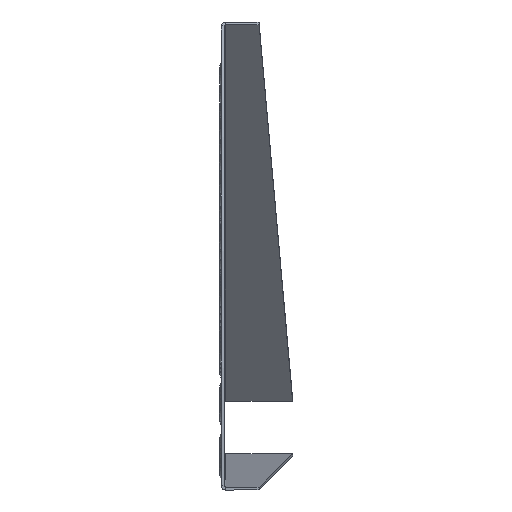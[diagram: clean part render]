
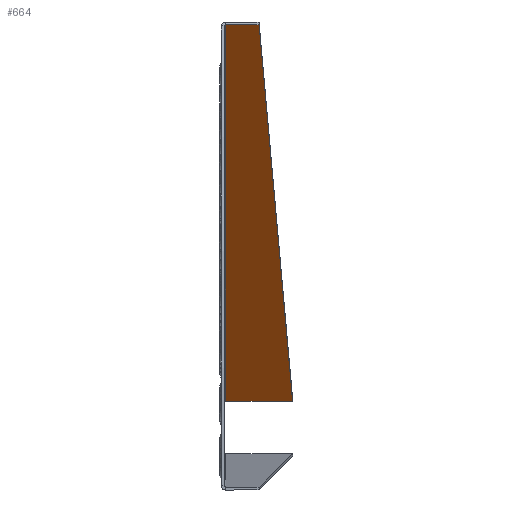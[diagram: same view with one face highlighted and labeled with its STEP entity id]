
A CAD part, left-side view. The second image highlights one B-rep face of the part: STEP entity #664.
In plain terms, the highlighted planar face has unit normal (-0.376, 0, -0.927).
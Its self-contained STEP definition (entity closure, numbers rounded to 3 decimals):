
#553 = ORIENTED_EDGE ( 'NONE', *, *, #681, .F. ) ;
#587 = VERTEX_POINT ( 'NONE', #36142 ) ;
#595 = VERTEX_POINT ( 'NONE', #36180 ) ;
#663 = ORIENTED_EDGE ( 'NONE', *, *, #665, .F. ) ;
#664 = ADVANCED_FACE ( 'NONE', ( #36324 ), #36325, .F. ) ;
#665 = EDGE_CURVE ( 'NONE', #678, #595, #36366, .T. ) ;
#666 = ORIENTED_EDGE ( 'NONE', *, *, #684, .F. ) ;
#672 = EDGE_LOOP ( 'NONE', ( #666, #663, #553, #715 ) ) ;
#678 = VERTEX_POINT ( 'NONE', #36417 ) ;
#681 = EDGE_CURVE ( 'NONE', #682, #678, #36353, .T. ) ;
#682 = VERTEX_POINT ( 'NONE', #36412 ) ;
#684 = EDGE_CURVE ( 'NONE', #595, #587, #36408, .T. ) ;
#715 = ORIENTED_EDGE ( 'NONE', *, *, #718, .F. ) ;
#718 = EDGE_CURVE ( 'NONE', #587, #682, #36464, .T. ) ;
#36142 = CARTESIAN_POINT ( 'NONE',  ( -1009.995, -4.5, 428.028 ) ) ;
#36180 = CARTESIAN_POINT ( 'NONE',  ( -43.072, -4.5, 35.816 ) ) ;
#36324 = FACE_OUTER_BOUND ( 'NONE', #672, .T. ) ;
#36325 = PLANE ( 'NONE',  #36375 ) ;
#36352 = CARTESIAN_POINT ( 'NONE',  ( -1009.995, -39.288, 428.028 ) ) ;
#36353 = LINE ( 'NONE', #36352, #36411 ) ;
#36364 = DIRECTION ( 'NONE',  ( 0., 1., 0. ) ) ;
#36365 = VECTOR ( 'NONE', #36364, 1000. ) ;
#36366 = LINE ( 'NONE', #36370, #36365 ) ;
#36368 = DIRECTION ( 'NONE',  ( -0.348, -0.927, 0.141 ) ) ;
#36369 = DIRECTION ( 'NONE',  ( 0.376, 0., 0.927 ) ) ;
#36370 = CARTESIAN_POINT ( 'NONE',  ( -43.072, -74.288, 35.816 ) ) ;
#36375 = AXIS2_PLACEMENT_3D ( 'NONE', #36382, #36369, #36368 ) ;
#36382 = CARTESIAN_POINT ( 'NONE',  ( 6.39, 15.712, 15.753 ) ) ;
#36405 = DIRECTION ( 'NONE',  ( -0.927, 0., 0.376 ) ) ;
#36406 = VECTOR ( 'NONE', #36405, 1000. ) ;
#36407 = CARTESIAN_POINT ( 'NONE',  ( 6.39, -4.5, 15.753 ) ) ;
#36408 = LINE ( 'NONE', #36407, #36406 ) ;
#36410 = DIRECTION ( 'NONE',  ( 0.926, -0.034, -0.376 ) ) ;
#36411 = VECTOR ( 'NONE', #36410, 1000. ) ;
#36412 = CARTESIAN_POINT ( 'NONE',  ( -1009.995, -39.288, 428.028 ) ) ;
#36417 = CARTESIAN_POINT ( 'NONE',  ( -43.072, -74.288, 35.816 ) ) ;
#36449 = DIRECTION ( 'NONE',  ( 0., -1., 0. ) ) ;
#36450 = VECTOR ( 'NONE', #36449, 1000. ) ;
#36451 = CARTESIAN_POINT ( 'NONE',  ( -1009.995, -4.288, 428.028 ) ) ;
#36464 = LINE ( 'NONE', #36451, #36450 ) ;
